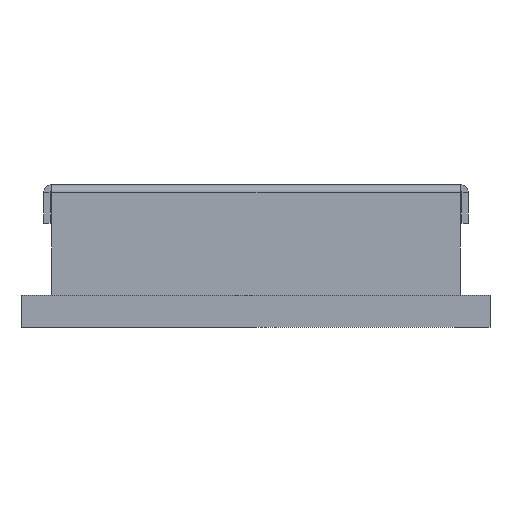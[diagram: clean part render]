
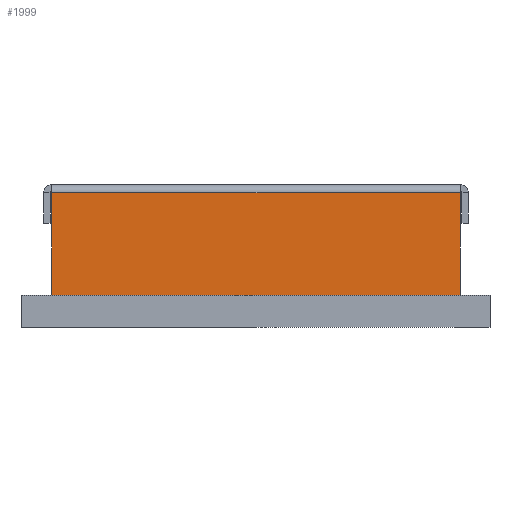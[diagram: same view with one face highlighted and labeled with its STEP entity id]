
A CAD part, left-side view. The second image highlights one B-rep face of the part: STEP entity #1999.
In plain terms, the highlighted planar face has unit normal (-1, 0, 0).
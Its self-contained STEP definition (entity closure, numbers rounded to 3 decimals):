
#1999 = ADVANCED_FACE( '', ( #4090 ), #4091, .F. );
#4090 = FACE_OUTER_BOUND( '', #7318, .T. );
#4091 = PLANE( '', #7319 );
#7318 = EDGE_LOOP( '', ( #14922, #14923, #14924, #14925 ) );
#7319 = AXIS2_PLACEMENT_3D( '', #14926, #14927, #14928 );
#14922 = ORIENTED_EDGE( '', *, *, #20866, .T. );
#14923 = ORIENTED_EDGE( '', *, *, #20867, .F. );
#14924 = ORIENTED_EDGE( '', *, *, #20868, .F. );
#14925 = ORIENTED_EDGE( '', *, *, #20869, .T. );
#14926 = CARTESIAN_POINT( '', ( -8.265, 6.375, 0. ) );
#14927 = DIRECTION( '', ( 1., 0., 0. ) );
#14928 = DIRECTION( '', ( 0., 0., -1. ) );
#20866 = EDGE_CURVE( '', #23787, #23788, #23789, .T. );
#20867 = EDGE_CURVE( '', #23790, #23788, #23791, .T. );
#20868 = EDGE_CURVE( '', #23792, #23790, #23793, .T. );
#20869 = EDGE_CURVE( '', #23792, #23787, #23794, .T. );
#23787 = VERTEX_POINT( '', #28003 );
#23788 = VERTEX_POINT( '', #28004 );
#23789 = LINE( '', #28005, #28006 );
#23790 = VERTEX_POINT( '', #28007 );
#23791 = LINE( '', #28008, #28009 );
#23792 = VERTEX_POINT( '', #28010 );
#23793 = LINE( '', #28011, #28012 );
#23794 = LINE( '', #28013, #28014 );
#28003 = CARTESIAN_POINT( '', ( -8.265, -6.375, 0. ) );
#28004 = CARTESIAN_POINT( '', ( -8.265, -6.375, 3.2 ) );
#28005 = CARTESIAN_POINT( '', ( -8.265, -6.375, 0. ) );
#28006 = VECTOR( '', #32041, 1000. );
#28007 = CARTESIAN_POINT( '', ( -8.265, 6.375, 3.2 ) );
#28008 = CARTESIAN_POINT( '', ( -8.265, 6.375, 3.2 ) );
#28009 = VECTOR( '', #32042, 1000. );
#28010 = CARTESIAN_POINT( '', ( -8.265, 6.375, 0. ) );
#28011 = CARTESIAN_POINT( '', ( -8.265, 6.375, 0. ) );
#28012 = VECTOR( '', #32043, 1000. );
#28013 = CARTESIAN_POINT( '', ( -8.265, 6.375, 0. ) );
#28014 = VECTOR( '', #32044, 1000. );
#32041 = DIRECTION( '', ( 0., 0., 1. ) );
#32042 = DIRECTION( '', ( 0., -1., 0. ) );
#32043 = DIRECTION( '', ( 0., 0., 1. ) );
#32044 = DIRECTION( '', ( 0., -1., 0. ) );
